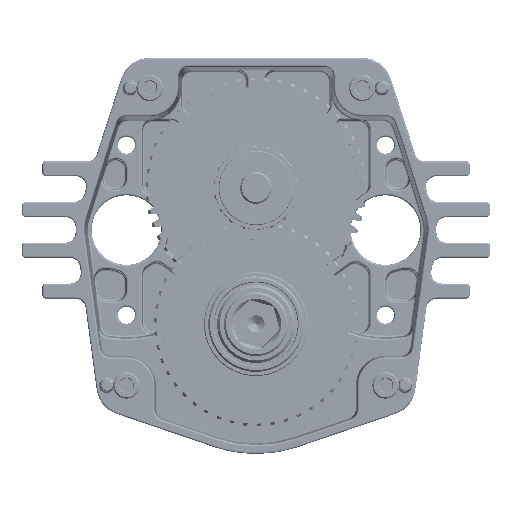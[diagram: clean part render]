
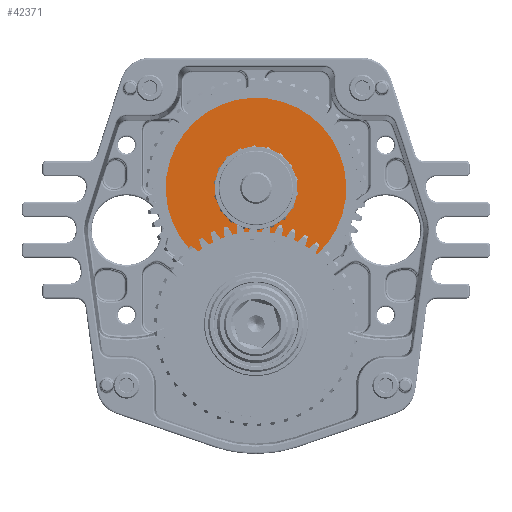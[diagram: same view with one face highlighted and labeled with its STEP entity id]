
A CAD part, top view. The second image highlights one B-rep face of the part: STEP entity #42371.
In plain terms, the highlighted face is planar.
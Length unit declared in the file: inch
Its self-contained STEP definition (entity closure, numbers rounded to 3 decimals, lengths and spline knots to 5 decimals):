
#914 = CARTESIAN_POINT ( 'NONE',  ( 0.1375, 0., 0. ) ) ;
#4291 = DIRECTION ( 'NONE',  ( 0., 0., -1. ) ) ;
#8420 = CARTESIAN_POINT ( 'NONE',  ( 0.1375, 0., 0. ) ) ;
#8468 = VERTEX_POINT ( 'NONE', #48485 ) ;
#13547 = ORIENTED_EDGE ( 'NONE', *, *, #65492, .F. ) ;
#15453 = AXIS2_PLACEMENT_3D ( 'NONE', #8420, #54482, #30499 ) ;
#16521 = CIRCLE ( 'NONE', #80403, 1.0625 ) ;
#19474 = CARTESIAN_POINT ( 'NONE',  ( 0.1375, 0., 0. ) ) ;
#20464 = DIRECTION ( 'NONE',  ( 1., 0., 0. ) ) ;
#20940 = DIRECTION ( 'NONE',  ( 0., 0., -1. ) ) ;
#23073 = EDGE_CURVE ( 'NONE', #69512, #8468, #48066, .T. ) ;
#29410 = AXIS2_PLACEMENT_3D ( 'NONE', #19474, #20464, #20940 ) ;
#30318 = EDGE_LOOP ( 'NONE', ( #94676, #60007 ) ) ;
#30499 = DIRECTION ( 'NONE',  ( 0., 0., -1. ) ) ;
#31451 = FACE_BOUND ( 'NONE', #30318, .T. ) ;
#31465 = DIRECTION ( 'NONE',  ( 1., 0., 0. ) ) ;
#33748 = CARTESIAN_POINT ( 'NONE',  ( 0.1375, 0., -1.0625 ) ) ;
#36916 = EDGE_CURVE ( 'NONE', #91824, #73620, #16521, .T. ) ;
#37710 = CIRCLE ( 'NONE', #58499, 0.2625 ) ;
#38479 = PLANE ( 'NONE',  #15453 ) ;
#42371 = ADVANCED_FACE ( 'NONE', ( #84650, #31451 ), #38479, .F. ) ;
#48066 = CIRCLE ( 'NONE', #64109, 0.2625 ) ;
#48485 = CARTESIAN_POINT ( 'NONE',  ( 0.1375, 0., -0.2625 ) ) ;
#50540 = DIRECTION ( 'NONE',  ( 0., 0., -1. ) ) ;
#52197 = CARTESIAN_POINT ( 'NONE',  ( 0.1375, 0., 0.2625 ) ) ;
#54162 = ORIENTED_EDGE ( 'NONE', *, *, #36916, .F. ) ;
#54482 = DIRECTION ( 'NONE',  ( 1., 0., 0. ) ) ;
#54996 = DIRECTION ( 'NONE',  ( 0., 0., -1. ) ) ;
#58499 = AXIS2_PLACEMENT_3D ( 'NONE', #65451, #70968, #4291 ) ;
#60007 = ORIENTED_EDGE ( 'NONE', *, *, #23073, .T. ) ;
#64109 = AXIS2_PLACEMENT_3D ( 'NONE', #914, #31465, #54996 ) ;
#65451 = CARTESIAN_POINT ( 'NONE',  ( 0.1375, 0., 0. ) ) ;
#65492 = EDGE_CURVE ( 'NONE', #73620, #91824, #83861, .T. ) ;
#69512 = VERTEX_POINT ( 'NONE', #52197 ) ;
#70968 = DIRECTION ( 'NONE',  ( 1., 0., 0. ) ) ;
#73031 = CARTESIAN_POINT ( 'NONE',  ( 0.1375, 0., 1.0625 ) ) ;
#73620 = VERTEX_POINT ( 'NONE', #73031 ) ;
#73664 = CARTESIAN_POINT ( 'NONE',  ( 0.1375, 0., 0. ) ) ;
#80403 = AXIS2_PLACEMENT_3D ( 'NONE', #73664, #82166, #50540 ) ;
#82166 = DIRECTION ( 'NONE',  ( 1., 0., 0. ) ) ;
#83861 = CIRCLE ( 'NONE', #29410, 1.0625 ) ;
#84650 = FACE_OUTER_BOUND ( 'NONE', #88789, .T. ) ;
#88789 = EDGE_LOOP ( 'NONE', ( #13547, #54162 ) ) ;
#91824 = VERTEX_POINT ( 'NONE', #33748 ) ;
#94676 = ORIENTED_EDGE ( 'NONE', *, *, #95227, .T. ) ;
#95227 = EDGE_CURVE ( 'NONE', #8468, #69512, #37710, .T. ) ;
